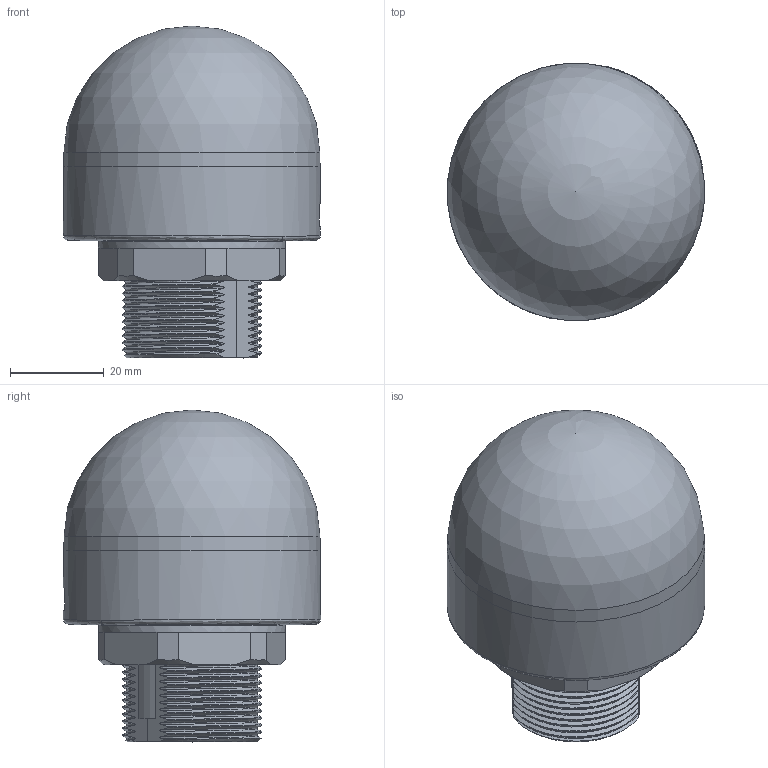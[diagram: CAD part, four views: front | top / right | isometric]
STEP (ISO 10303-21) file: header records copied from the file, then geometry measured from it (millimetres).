
FILE_DESCRIPTION(/* description */ ('Customer part'),/* implementation_level */ '2;1');
FILE_NAME(/* name */ '800000001620_prt_000.step',/* time_stamp */ '2022-02-22T14:36:48+01:00',/* author */ ('JENNERT'),/* organization */ ('WERMA Signaltechnik GmbH+Co.KG'),/* preprocessor_version */ 'ST-DEVELOPER v17',/* originating_system */ 'Autodesk Inventor 2018',/* authorisation */ 'public');
FILE_SCHEMA (('AUTOMOTIVE_DESIGN { 1 0 10303 214 3 1 1 }'));
Length unit declared in the file: millimetre
Products named in the file (1): 800000001620_prt_000_1
Bounding box: 54.94 x 54.98 x 70.95 mm (x, y, z)
Volume: 102917.1 mm3; surface area: 17683.7 mm2
Topology: 1 solids, 2 shells, 371 faces, 1084 edges, 703 vertices
Faces by surface type: plane 159, bspline 105, cylinder 80, cone 15, torus 11, sphere 1
Full cylindrical faces by diameter (mm): 1.5 x1, 28.5 x2, 30.5 x1, 40 x1, 55 x1
Entity records: 22097 total; most frequent: CARTESIAN_POINT 12941, ORIENTED_EDGE 2166, DIRECTION 1343, EDGE_CURVE 1083, VERTEX_POINT 703, AXIS2_PLACEMENT_3D 473, B_SPLINE_CURVE_WITH_KNOTS 444, LINE 397
